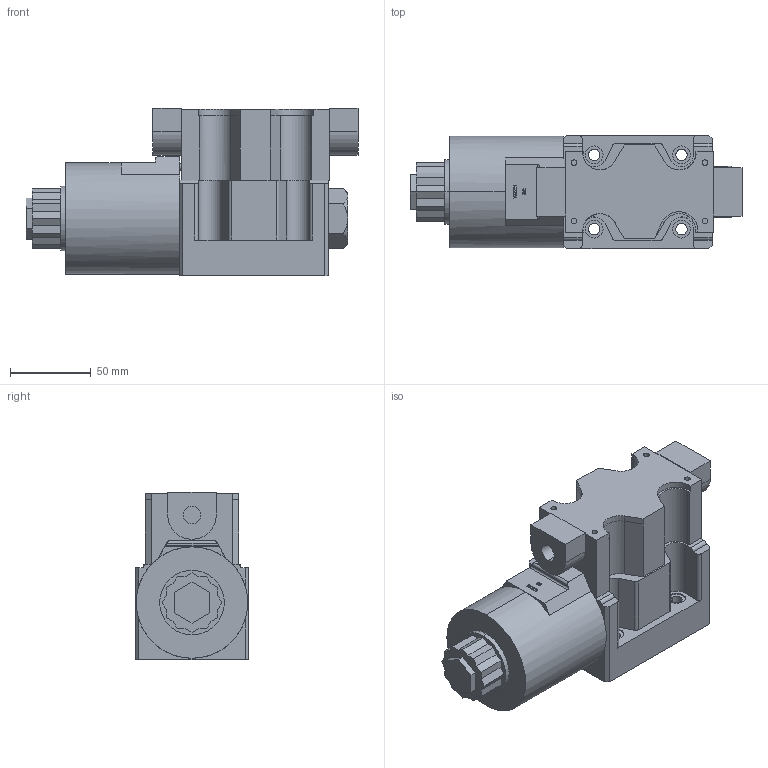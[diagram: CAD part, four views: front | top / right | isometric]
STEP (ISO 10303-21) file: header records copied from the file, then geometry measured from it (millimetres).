
FILE_DESCRIPTION (( 'STEP AP214' ), '1' );
FILE_NAME ('DSG-03-2bx-DC-x50.STEP', '2021-12-10T06:19:49', ( '' ), ( '' ), 'SwSTEP 2.0', 'SolidWorks 2019', '' );
FILE_SCHEMA (( 'AUTOMOTIVE_DESIGN' ));
Length unit declared in the file: millimetre
Products named in the file (1): DSG-03-2bx-DC-x50
Bounding box: 205.6 x 70 x 103.5 mm (x, y, z)
Volume: 670711.8 mm3; surface area: 107415.5 mm2
Topology: 1 solids, 2 shells, 515 faces, 1326 edges, 869 vertices
Faces by surface type: plane 275, cylinder 141, bspline 89, cone 10
Entity records: 23141 total; most frequent: CARTESIAN_POINT 8732, ORIENTED_EDGE 2644, DIRECTION 2216, EDGE_CURVE 1322, VERTEX_POINT 869, VECTOR 806, LINE 806, AXIS2_PLACEMENT_3D 705
